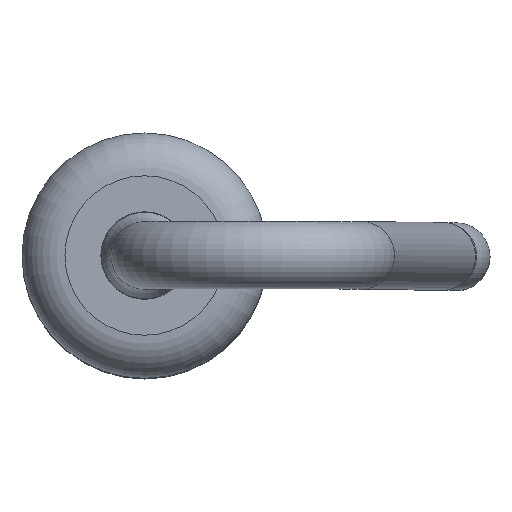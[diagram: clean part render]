
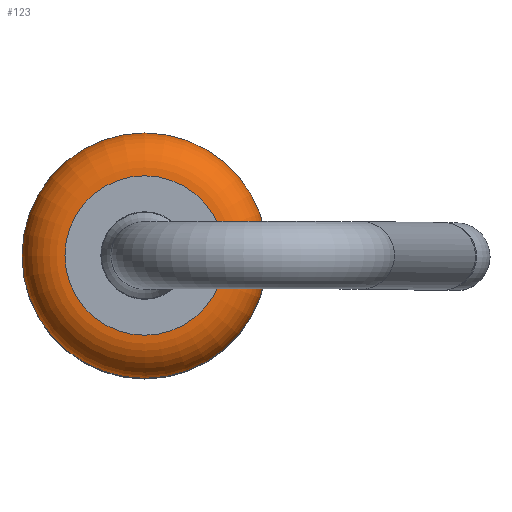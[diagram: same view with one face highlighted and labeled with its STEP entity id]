
A CAD part, top view. The second image highlights one B-rep face of the part: STEP entity #123.
In plain terms, the highlighted toroidal (fillet/blend) face has major radius 0.65 mm and minor radius 0.35 mm.
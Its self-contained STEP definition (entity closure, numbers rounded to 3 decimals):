
#123=ADVANCED_FACE('',(#339,#341),#343,.T.);
#339=FACE_OUTER_BOUND('',#340,.T.);
#340=EDGE_LOOP('',(#508));
#341=FACE_OUTER_BOUND('',#342,.T.);
#342=EDGE_LOOP('',(#509));
#343=TOROIDAL_SURFACE('',#344,0.65,0.35);
#344=AXIS2_PLACEMENT_3D('',#345,#346,#347);
#345=CARTESIAN_POINT('',(0.,0.,4.62));
#346=DIRECTION('',(0.,-0.,1.));
#347=DIRECTION('',(1.,0.,0.));
#508=ORIENTED_EDGE('',*,*,#546,.T.);
#509=ORIENTED_EDGE('',*,*,#548,.F.);
#546=EDGE_CURVE('',#572,#572,#573,.T.);
#548=EDGE_CURVE('',#576,#576,#577,.T.);
#572=VERTEX_POINT('',#628);
#573=CIRCLE('',#629,1.);
#576=VERTEX_POINT('',#638);
#577=CIRCLE('',#639,0.65);
#628=CARTESIAN_POINT('',(1.,0.,4.62));
#629=AXIS2_PLACEMENT_3D('',#630,#631,#632);
#630=CARTESIAN_POINT('',(0.,0.,4.62));
#631=DIRECTION('',(0.,-0.,1.));
#632=DIRECTION('',(1.,0.,0.));
#638=CARTESIAN_POINT('',(0.65,0.,4.97));
#639=AXIS2_PLACEMENT_3D('',#640,#641,#642);
#640=CARTESIAN_POINT('',(0.,0.,4.97));
#641=DIRECTION('',(0.,-0.,1.));
#642=DIRECTION('',(1.,0.,0.));
